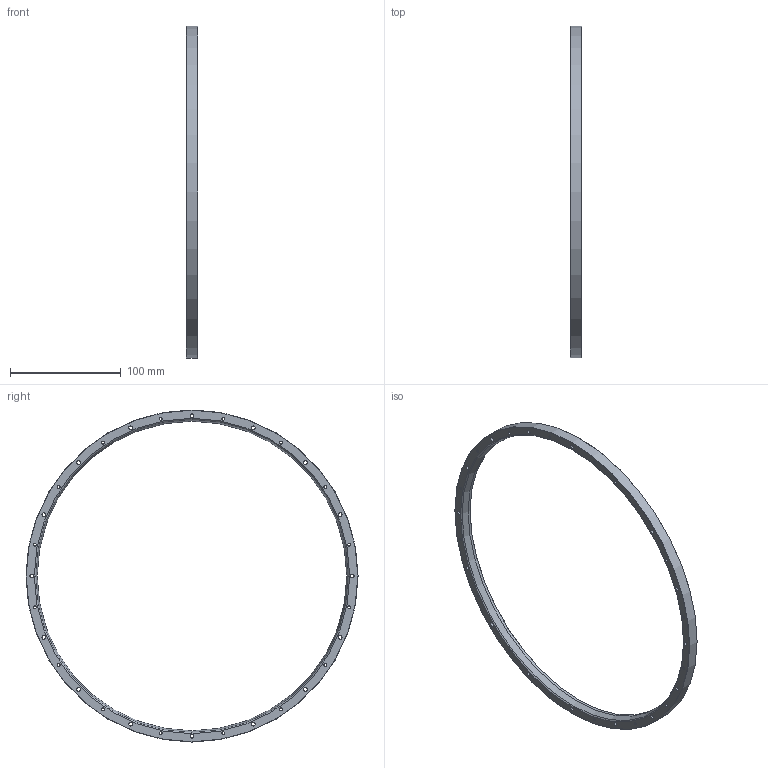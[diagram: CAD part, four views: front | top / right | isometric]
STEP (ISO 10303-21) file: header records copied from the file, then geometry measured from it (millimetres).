
FILE_DESCRIPTION(/* description */ (''),/* implementation_level */ '2;1');
FILE_NAME(/* name */ 'LA-9517-4833-03-A.stp',/* time_stamp */ '2017-06-07T15:11:13+01:00',/* author */ (''),/* organization */ (''),/* preprocessor_version */ 'ST-DEVELOPER v16',/* originating_system */ 'SIEMENS PLM Software NX 10.0',/* authorisation */ '');
FILE_SCHEMA (('AUTOMOTIVE_DESIGN { 1 0 10303 214 3 1 1 1 }'));
Length unit declared in the file: millimetre
Products named in the file (1): LA-9517-4833-03_A
Bounding box: 10 x 300.3 x 300.3 mm (x, y, z)
Volume: 82552.9 mm3; surface area: 37662.4 mm2
Topology: 1 solids, 1 shells, 105 faces, 239 edges, 168 vertices
Faces by surface type: cylinder 66, plane 34, cone 5
Full cylindrical faces by diameter (mm): 2.6 x16, 3.5 x32, 6 x16, 280.03 x1, 300.3 x1
Entity records: 2580 total; most frequent: DIRECTION 486, CARTESIAN_POINT 380, FACE_BOUND 274, EDGE_LOOP 274, ORIENTED_EDGE 274, AXIS2_PLACEMENT_3D 243, VERTEX_POINT 137, EDGE_CURVE 137
